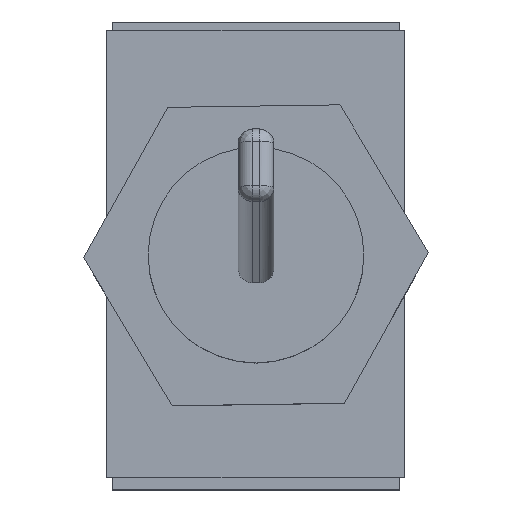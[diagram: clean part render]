
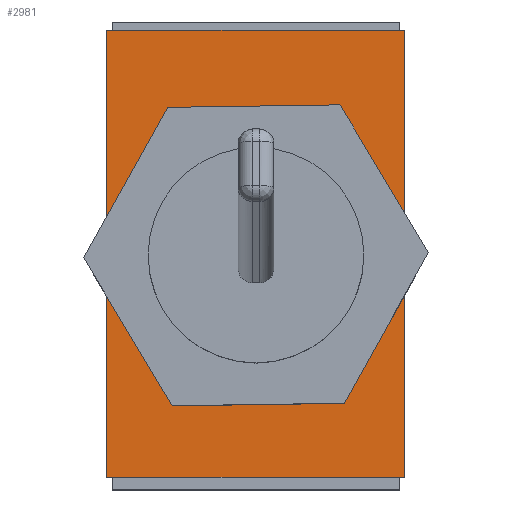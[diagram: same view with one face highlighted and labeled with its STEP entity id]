
A CAD part, top view. The second image highlights one B-rep face of the part: STEP entity #2981.
In plain terms, the highlighted planar face has unit normal (0, 0, 1).
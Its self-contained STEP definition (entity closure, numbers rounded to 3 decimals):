
#2911 = CYLINDRICAL_SURFACE('',#2912,3.);
#2912 = AXIS2_PLACEMENT_3D('',#2913,#2914,#2915);
#2913 = CARTESIAN_POINT('',(4.,6.5,10.3));
#2914 = DIRECTION('',(0.,0.,-1.));
#2915 = DIRECTION('',(1.,0.,0.));
#2926 = EDGE_CURVE('',#2927,#2927,#2929,.T.);
#2927 = VERTEX_POINT('',#2928);
#2928 = CARTESIAN_POINT('',(7.,6.5,10.3));
#2929 = SURFACE_CURVE('',#2930,(#2935,#2942),.PCURVE_S1.);
#2930 = CIRCLE('',#2931,3.);
#2931 = AXIS2_PLACEMENT_3D('',#2932,#2933,#2934);
#2932 = CARTESIAN_POINT('',(4.,6.5,10.3));
#2933 = DIRECTION('',(0.,0.,1.));
#2934 = DIRECTION('',(1.,0.,0.));
#2935 = PCURVE('',#2911,#2936);
#2936 = DEFINITIONAL_REPRESENTATION('',(#2937),#2941);
#2937 = LINE('',#2938,#2939);
#2938 = CARTESIAN_POINT('',(-0.,0.));
#2939 = VECTOR('',#2940,1.);
#2940 = DIRECTION('',(-1.,0.));
#2941 = ( GEOMETRIC_REPRESENTATION_CONTEXT(2)
PARAMETRIC_REPRESENTATION_CONTEXT() REPRESENTATION_CONTEXT('2D SPACE',''
  ) );
#2942 = PCURVE('',#2943,#2948);
#2943 = PLANE('',#2944);
#2944 = AXIS2_PLACEMENT_3D('',#2945,#2946,#2947);
#2945 = CARTESIAN_POINT('',(3.988,6.555,10.3));
#2946 = DIRECTION('',(0.,0.,-1.));
#2947 = DIRECTION('',(0.,-1.,0.));
#2948 = DEFINITIONAL_REPRESENTATION('',(#2949),#2957);
#2949 = ( BOUNDED_CURVE() B_SPLINE_CURVE(2,(#2950,#2951,#2952,#2953,
#2954,#2955,#2956),.UNSPECIFIED.,.T.,.F.) B_SPLINE_CURVE_WITH_KNOTS((1,2
    ,2,2,2,1),(-2.094,0.,2.094,4.189,
6.283,8.378),.UNSPECIFIED.) CURVE()
GEOMETRIC_REPRESENTATION_ITEM() RATIONAL_B_SPLINE_CURVE((1.,0.5,1.,0.5,
1.,0.5,1.)) REPRESENTATION_ITEM('') );
#2950 = CARTESIAN_POINT('',(0.055,-3.012));
#2951 = CARTESIAN_POINT('',(-5.141,-3.012));
#2952 = CARTESIAN_POINT('',(-2.543,1.488));
#2953 = CARTESIAN_POINT('',(0.055,5.988));
#2954 = CARTESIAN_POINT('',(2.653,1.488));
#2955 = CARTESIAN_POINT('',(5.251,-3.012));
#2956 = CARTESIAN_POINT('',(0.055,-3.012));
#2957 = ( GEOMETRIC_REPRESENTATION_CONTEXT(2)
PARAMETRIC_REPRESENTATION_CONTEXT() REPRESENTATION_CONTEXT('2D SPACE',''
  ) );
#2981 = ADVANCED_FACE('',(#2982,#3096),#2943,.F.);
#2982 = FACE_BOUND('',#2983,.F.);
#2983 = EDGE_LOOP('',(#2984,#3014,#3042,#3070));
#2984 = ORIENTED_EDGE('',*,*,#2985,.T.);
#2985 = EDGE_CURVE('',#2986,#2988,#2990,.T.);
#2986 = VERTEX_POINT('',#2987);
#2987 = CARTESIAN_POINT('',(-0.152,12.776,10.3));
#2988 = VERTEX_POINT('',#2989);
#2989 = CARTESIAN_POINT('',(8.128,12.776,10.3));
#2990 = SURFACE_CURVE('',#2991,(#2995,#3002),.PCURVE_S1.);
#2991 = LINE('',#2992,#2993);
#2992 = CARTESIAN_POINT('',(-0.152,12.776,10.3));
#2993 = VECTOR('',#2994,1.);
#2994 = DIRECTION('',(1.,0.,0.));
#2995 = PCURVE('',#2943,#2996);
#2996 = DEFINITIONAL_REPRESENTATION('',(#2997),#3001);
#2997 = LINE('',#2998,#2999);
#2998 = CARTESIAN_POINT('',(-6.222,4.14));
#2999 = VECTOR('',#3000,1.);
#3000 = DIRECTION('',(0.,-1.));
#3001 = ( GEOMETRIC_REPRESENTATION_CONTEXT(2)
PARAMETRIC_REPRESENTATION_CONTEXT() REPRESENTATION_CONTEXT('2D SPACE',''
  ) );
#3002 = PCURVE('',#3003,#3008);
#3003 = PLANE('',#3004);
#3004 = AXIS2_PLACEMENT_3D('',#3005,#3006,#3007);
#3005 = CARTESIAN_POINT('',(-0.152,12.776,4.));
#3006 = DIRECTION('',(0.,1.,0.));
#3007 = DIRECTION('',(1.,0.,0.));
#3008 = DEFINITIONAL_REPRESENTATION('',(#3009),#3013);
#3009 = LINE('',#3010,#3011);
#3010 = CARTESIAN_POINT('',(0.,-6.3));
#3011 = VECTOR('',#3012,1.);
#3012 = DIRECTION('',(1.,0.));
#3013 = ( GEOMETRIC_REPRESENTATION_CONTEXT(2)
PARAMETRIC_REPRESENTATION_CONTEXT() REPRESENTATION_CONTEXT('2D SPACE',''
  ) );
#3014 = ORIENTED_EDGE('',*,*,#3015,.T.);
#3015 = EDGE_CURVE('',#2988,#3016,#3018,.T.);
#3016 = VERTEX_POINT('',#3017);
#3017 = CARTESIAN_POINT('',(8.128,0.333,10.3));
#3018 = SURFACE_CURVE('',#3019,(#3023,#3030),.PCURVE_S1.);
#3019 = LINE('',#3020,#3021);
#3020 = CARTESIAN_POINT('',(8.128,12.776,10.3));
#3021 = VECTOR('',#3022,1.);
#3022 = DIRECTION('',(0.,-1.,0.));
#3023 = PCURVE('',#2943,#3024);
#3024 = DEFINITIONAL_REPRESENTATION('',(#3025),#3029);
#3025 = LINE('',#3026,#3027);
#3026 = CARTESIAN_POINT('',(-6.222,-4.14));
#3027 = VECTOR('',#3028,1.);
#3028 = DIRECTION('',(1.,0.));
#3029 = ( GEOMETRIC_REPRESENTATION_CONTEXT(2)
PARAMETRIC_REPRESENTATION_CONTEXT() REPRESENTATION_CONTEXT('2D SPACE',''
  ) );
#3030 = PCURVE('',#3031,#3036);
#3031 = PLANE('',#3032);
#3032 = AXIS2_PLACEMENT_3D('',#3033,#3034,#3035);
#3033 = CARTESIAN_POINT('',(8.128,12.776,4.));
#3034 = DIRECTION('',(1.,0.,0.));
#3035 = DIRECTION('',(0.,-1.,0.));
#3036 = DEFINITIONAL_REPRESENTATION('',(#3037),#3041);
#3037 = LINE('',#3038,#3039);
#3038 = CARTESIAN_POINT('',(0.,-6.3));
#3039 = VECTOR('',#3040,1.);
#3040 = DIRECTION('',(1.,0.));
#3041 = ( GEOMETRIC_REPRESENTATION_CONTEXT(2)
PARAMETRIC_REPRESENTATION_CONTEXT() REPRESENTATION_CONTEXT('2D SPACE',''
  ) );
#3042 = ORIENTED_EDGE('',*,*,#3043,.T.);
#3043 = EDGE_CURVE('',#3016,#3044,#3046,.T.);
#3044 = VERTEX_POINT('',#3045);
#3045 = CARTESIAN_POINT('',(-0.152,0.333,10.3));
#3046 = SURFACE_CURVE('',#3047,(#3051,#3058),.PCURVE_S1.);
#3047 = LINE('',#3048,#3049);
#3048 = CARTESIAN_POINT('',(8.128,0.333,10.3));
#3049 = VECTOR('',#3050,1.);
#3050 = DIRECTION('',(-1.,0.,0.));
#3051 = PCURVE('',#2943,#3052);
#3052 = DEFINITIONAL_REPRESENTATION('',(#3053),#3057);
#3053 = LINE('',#3054,#3055);
#3054 = CARTESIAN_POINT('',(6.222,-4.14));
#3055 = VECTOR('',#3056,1.);
#3056 = DIRECTION('',(0.,1.));
#3057 = ( GEOMETRIC_REPRESENTATION_CONTEXT(2)
PARAMETRIC_REPRESENTATION_CONTEXT() REPRESENTATION_CONTEXT('2D SPACE',''
  ) );
#3058 = PCURVE('',#3059,#3064);
#3059 = PLANE('',#3060);
#3060 = AXIS2_PLACEMENT_3D('',#3061,#3062,#3063);
#3061 = CARTESIAN_POINT('',(8.128,0.333,4.));
#3062 = DIRECTION('',(0.,-1.,0.));
#3063 = DIRECTION('',(-1.,0.,0.));
#3064 = DEFINITIONAL_REPRESENTATION('',(#3065),#3069);
#3065 = LINE('',#3066,#3067);
#3066 = CARTESIAN_POINT('',(0.,-6.3));
#3067 = VECTOR('',#3068,1.);
#3068 = DIRECTION('',(1.,0.));
#3069 = ( GEOMETRIC_REPRESENTATION_CONTEXT(2)
PARAMETRIC_REPRESENTATION_CONTEXT() REPRESENTATION_CONTEXT('2D SPACE',''
  ) );
#3070 = ORIENTED_EDGE('',*,*,#3071,.T.);
#3071 = EDGE_CURVE('',#3044,#2986,#3072,.T.);
#3072 = SURFACE_CURVE('',#3073,(#3077,#3084),.PCURVE_S1.);
#3073 = LINE('',#3074,#3075);
#3074 = CARTESIAN_POINT('',(-0.152,0.333,10.3));
#3075 = VECTOR('',#3076,1.);
#3076 = DIRECTION('',(0.,1.,0.));
#3077 = PCURVE('',#2943,#3078);
#3078 = DEFINITIONAL_REPRESENTATION('',(#3079),#3083);
#3079 = LINE('',#3080,#3081);
#3080 = CARTESIAN_POINT('',(6.222,4.14));
#3081 = VECTOR('',#3082,1.);
#3082 = DIRECTION('',(-1.,-0.));
#3083 = ( GEOMETRIC_REPRESENTATION_CONTEXT(2)
PARAMETRIC_REPRESENTATION_CONTEXT() REPRESENTATION_CONTEXT('2D SPACE',''
  ) );
#3084 = PCURVE('',#3085,#3090);
#3085 = PLANE('',#3086);
#3086 = AXIS2_PLACEMENT_3D('',#3087,#3088,#3089);
#3087 = CARTESIAN_POINT('',(-0.152,0.333,4.));
#3088 = DIRECTION('',(-1.,0.,0.));
#3089 = DIRECTION('',(0.,1.,0.));
#3090 = DEFINITIONAL_REPRESENTATION('',(#3091),#3095);
#3091 = LINE('',#3092,#3093);
#3092 = CARTESIAN_POINT('',(0.,-6.3));
#3093 = VECTOR('',#3094,1.);
#3094 = DIRECTION('',(1.,0.));
#3095 = ( GEOMETRIC_REPRESENTATION_CONTEXT(2)
PARAMETRIC_REPRESENTATION_CONTEXT() REPRESENTATION_CONTEXT('2D SPACE',''
  ) );
#3096 = FACE_BOUND('',#3097,.F.);
#3097 = EDGE_LOOP('',(#3098));
#3098 = ORIENTED_EDGE('',*,*,#2926,.T.);
